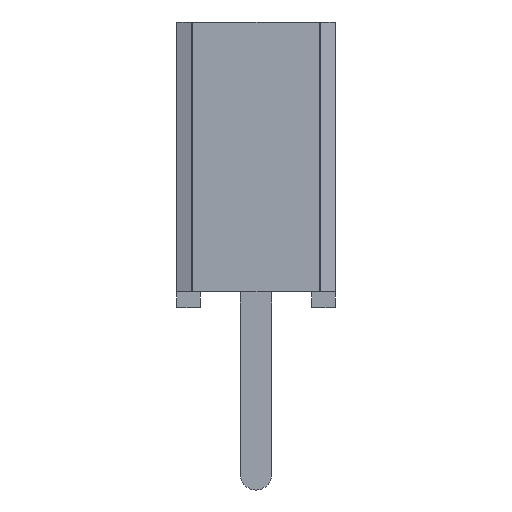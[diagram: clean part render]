
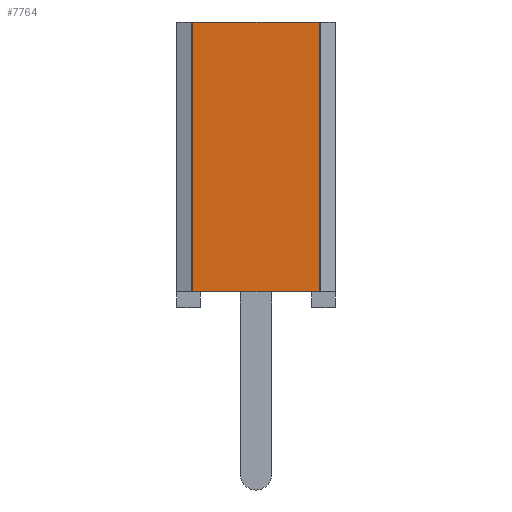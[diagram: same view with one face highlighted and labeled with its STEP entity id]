
A CAD part, left-side view. The second image highlights one B-rep face of the part: STEP entity #7764.
In plain terms, the highlighted planar face has unit normal (-1, 0, 0).
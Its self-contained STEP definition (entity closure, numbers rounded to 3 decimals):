
#7764 = ADVANCED_FACE('',(#7765),#7799,.F.);
#7765 = FACE_BOUND('',#7766,.T.);
#7766 = EDGE_LOOP('',(#7767,#7777,#7785,#7793));
#7767 = ORIENTED_EDGE('',*,*,#7768,.T.);
#7768 = EDGE_CURVE('',#7769,#7771,#7773,.T.);
#7769 = VERTEX_POINT('',#7770);
#7770 = CARTESIAN_POINT('',(-7.099,1.026,4.572));
#7771 = VERTEX_POINT('',#7772);
#7772 = CARTESIAN_POINT('',(-7.099,1.026,0.254));
#7773 = LINE('',#7774,#7775);
#7774 = CARTESIAN_POINT('',(-7.099,1.026,4.572));
#7775 = VECTOR('',#7776,1.);
#7776 = DIRECTION('',(0.,0.,-1.));
#7777 = ORIENTED_EDGE('',*,*,#7778,.T.);
#7778 = EDGE_CURVE('',#7771,#7779,#7781,.T.);
#7779 = VERTEX_POINT('',#7780);
#7780 = CARTESIAN_POINT('',(-7.099,-1.026,0.254));
#7781 = LINE('',#7782,#7783);
#7782 = CARTESIAN_POINT('',(-7.099,0.889,0.254));
#7783 = VECTOR('',#7784,1.);
#7784 = DIRECTION('',(0.,-1.,0.));
#7785 = ORIENTED_EDGE('',*,*,#7786,.T.);
#7786 = EDGE_CURVE('',#7779,#7787,#7789,.T.);
#7787 = VERTEX_POINT('',#7788);
#7788 = CARTESIAN_POINT('',(-7.099,-1.026,4.572));
#7789 = LINE('',#7790,#7791);
#7790 = CARTESIAN_POINT('',(-7.099,-1.026,4.572));
#7791 = VECTOR('',#7792,1.);
#7792 = DIRECTION('',(0.,0.,1.));
#7793 = ORIENTED_EDGE('',*,*,#7794,.F.);
#7794 = EDGE_CURVE('',#7769,#7787,#7795,.T.);
#7795 = LINE('',#7796,#7797);
#7796 = CARTESIAN_POINT('',(-7.099,1.27,4.572));
#7797 = VECTOR('',#7798,1.);
#7798 = DIRECTION('',(0.,-1.,0.));
#7799 = PLANE('',#7800);
#7800 = AXIS2_PLACEMENT_3D('',#7801,#7802,#7803);
#7801 = CARTESIAN_POINT('',(-7.099,1.27,4.572));
#7802 = DIRECTION('',(1.,0.,0.));
#7803 = DIRECTION('',(-0.,1.,0.));
